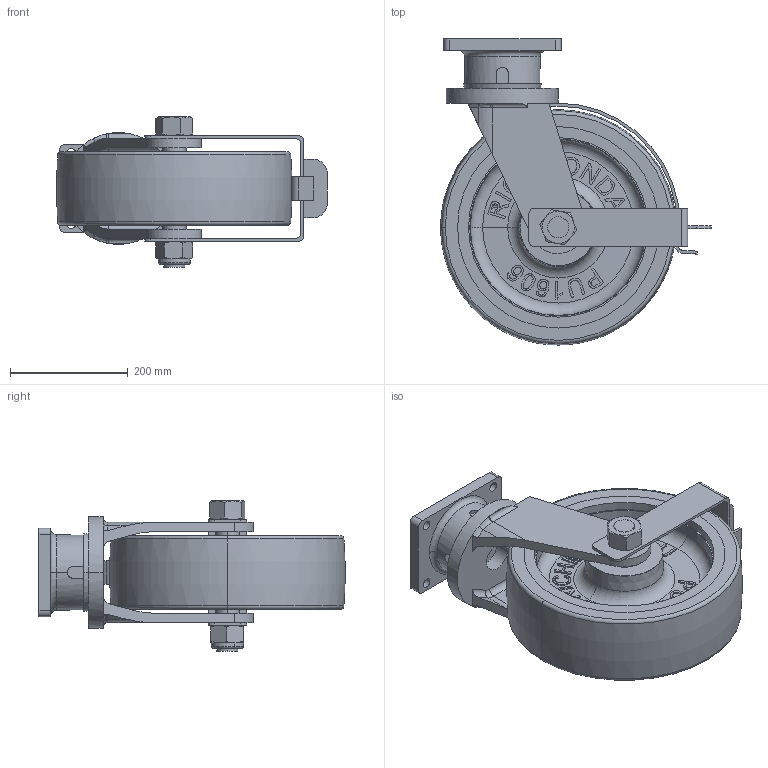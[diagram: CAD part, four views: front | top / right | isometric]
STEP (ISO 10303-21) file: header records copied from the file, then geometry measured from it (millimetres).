
FILE_DESCRIPTION (( 'STEP AP203' ), '1' );
FILE_NAME ('S1608B.STEP', '2020-02-25T06:35:00', ( '' ), ( '' ), 'SwSTEP 2.0', 'SolidWorks 2013', '' );
FILE_SCHEMA (( 'CONFIG_CONTROL_DESIGN' ));
Length unit declared in the file: millimetre
Products named in the file (1): S1608B
Bounding box: 459.77 x 519.77 x 255 mm (x, y, z)
Surface area: 1279407.4 mm2 (no closed solid volume)
Topology: 0 solids, 16 shells, 469 faces, 1619 edges, 1132 vertices
Faces by surface type: plane 203, bspline 116, cylinder 66, cone 53, torus 31
Entity records: 28106 total; most frequent: CARTESIAN_POINT 15677, ORIENTED_EDGE 2624, DIRECTION 1970, EDGE_CURVE 1619, VERTEX_POINT 1132, VECTOR 720, LINE 720, AXIS2_PLACEMENT_3D 625
